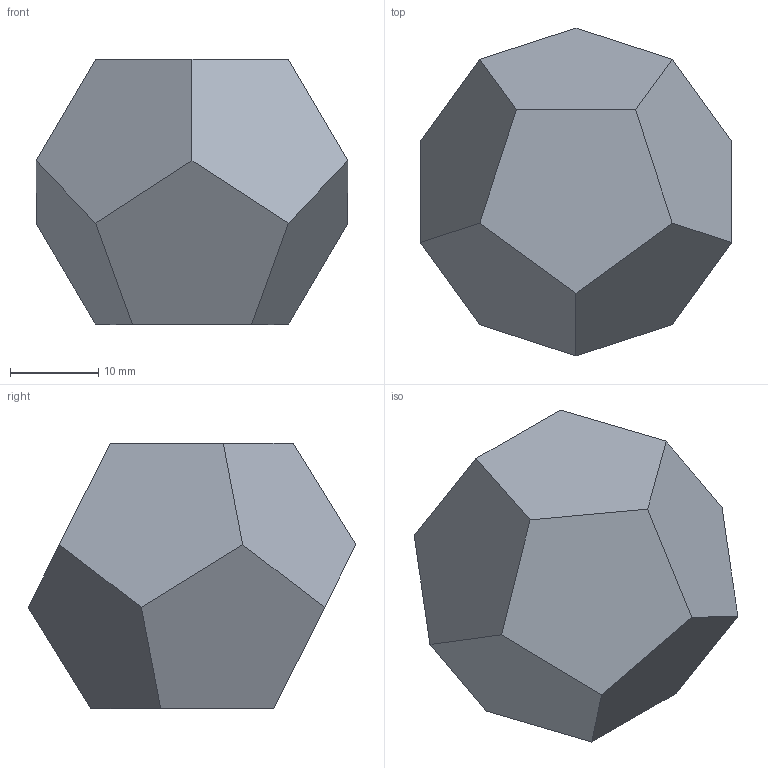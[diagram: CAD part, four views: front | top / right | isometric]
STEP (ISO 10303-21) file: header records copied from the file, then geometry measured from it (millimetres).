
FILE_DESCRIPTION(('FreeCAD Model'),'2;1');
FILE_NAME('Open CASCADE Shape Model','2022-02-24T13:27:37',('Author'),( ''),'Open CASCADE STEP processor 7.5','FreeCAD','Unknown');
FILE_SCHEMA(('AUTOMOTIVE_DESIGN { 1 0 10303 214 1 1 1 1 }'));
Length unit declared in the file: millimetre
Products named in the file (1): intersection001
Bounding box: 35.27 x 37.08 x 30 mm (x, y, z)
Volume: 18732.2 mm3; surface area: 3746.4 mm2
Topology: 1 solids, 1 shells, 12 faces, 30 edges, 20 vertices
Faces by surface type: plane 12
Entity records: 706 total; most frequent: CARTESIAN_POINT 183, ORIENTED_EDGE 60, PCURVE 60, DEFINITIONAL_REPRESENTATION 60, B_SPLINE_CURVE_WITH_KNOTS 60, DIRECTION 56, EDGE_CURVE 30, SURFACE_CURVE 30
